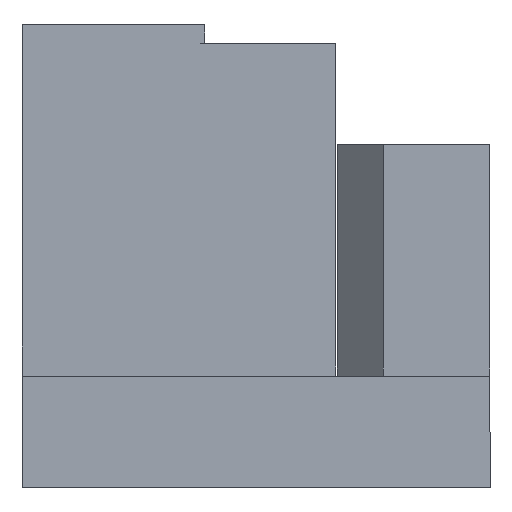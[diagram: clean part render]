
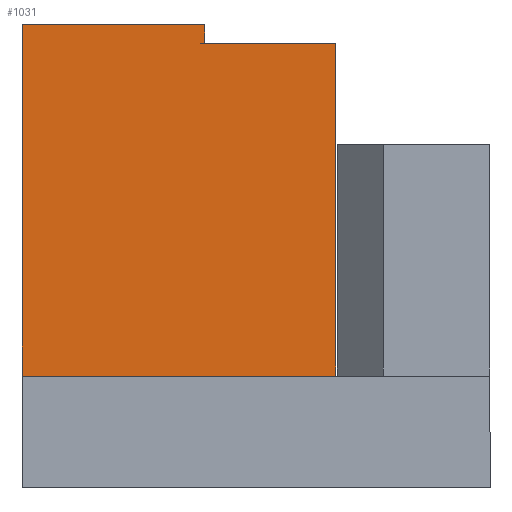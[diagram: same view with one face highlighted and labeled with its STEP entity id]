
A CAD part, front view. The second image highlights one B-rep face of the part: STEP entity #1031.
In plain terms, the highlighted planar face has unit normal (0, -1, 0).
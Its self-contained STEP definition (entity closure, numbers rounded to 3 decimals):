
#113=LINE('',#1657,#211);
#121=LINE('',#1672,#219);
#135=LINE('',#1699,#233);
#137=LINE('',#1702,#235);
#143=LINE('',#1714,#241);
#147=LINE('',#1721,#245);
#211=VECTOR('',#1351,13.291);
#219=VECTOR('',#1361,37.902);
#233=VECTOR('',#1381,2.);
#235=VECTOR('',#1385,19.701);
#241=VECTOR('',#1397,10.);
#245=VECTOR('',#1405,32.991);
#327=FACE_OUTER_BOUND('',#391,.T.);
#391=EDGE_LOOP('',(#923,#924,#925,#926,#927,#928));
#525=VERTEX_POINT('',#1655);
#526=VERTEX_POINT('',#1656);
#531=VERTEX_POINT('',#1669);
#532=VERTEX_POINT('',#1671);
#541=VERTEX_POINT('',#1696);
#545=VERTEX_POINT('',#1713);
#641=EDGE_CURVE('',#525,#526,#113,.T.);
#649=EDGE_CURVE('',#531,#532,#121,.T.);
#663=EDGE_CURVE('',#541,#526,#135,.T.);
#665=EDGE_CURVE('',#541,#532,#137,.T.);
#671=EDGE_CURVE('',#525,#545,#143,.T.);
#675=EDGE_CURVE('',#531,#545,#147,.T.);
#923=ORIENTED_EDGE('',*,*,#665,.T.);
#924=ORIENTED_EDGE('',*,*,#649,.F.);
#925=ORIENTED_EDGE('',*,*,#675,.T.);
#926=ORIENTED_EDGE('',*,*,#671,.F.);
#927=ORIENTED_EDGE('',*,*,#641,.T.);
#928=ORIENTED_EDGE('',*,*,#663,.F.);
#983=PLANE('',#1137);
#1031=ADVANCED_FACE('',(#327),#983,.F.);
#1137=AXIS2_PLACEMENT_3D('',#1729,#1415,#1416);
#1351=DIRECTION('',(-1.,0.,0.));
#1361=DIRECTION('',(0.,0.,1.));
#1381=DIRECTION('',(0.,0.,-1.));
#1385=DIRECTION('',(-1.,0.,0.));
#1397=DIRECTION('',(0.,0.,-1.));
#1405=DIRECTION('',(1.,0.,0.));
#1415=DIRECTION('center_axis',(0.,1.,0.));
#1416=DIRECTION('ref_axis',(0.,0.,1.));
#1655=CARTESIAN_POINT('',(-11.157,-33.,47.902));
#1656=CARTESIAN_POINT('',(-25.299,-33.,47.902));
#1657=CARTESIAN_POINT('',(-12.009,-33.,47.902));
#1669=CARTESIAN_POINT('',(-45.,-33.,12.));
#1671=CARTESIAN_POINT('',(-45.,-33.,49.902));
#1672=CARTESIAN_POINT('',(-45.,-33.,12.));
#1696=CARTESIAN_POINT('',(-25.299,-33.,49.902));
#1699=CARTESIAN_POINT('',(-25.299,-33.,49.902));
#1702=CARTESIAN_POINT('',(-25.299,-33.,49.902));
#1713=CARTESIAN_POINT('',(-11.157,-33.,12.));
#1714=CARTESIAN_POINT('',(-11.157,-33.,-77.64));
#1721=CARTESIAN_POINT('',(-45.,-33.,12.));
#1729=CARTESIAN_POINT('Origin',(-45.,-33.,-43.462));
